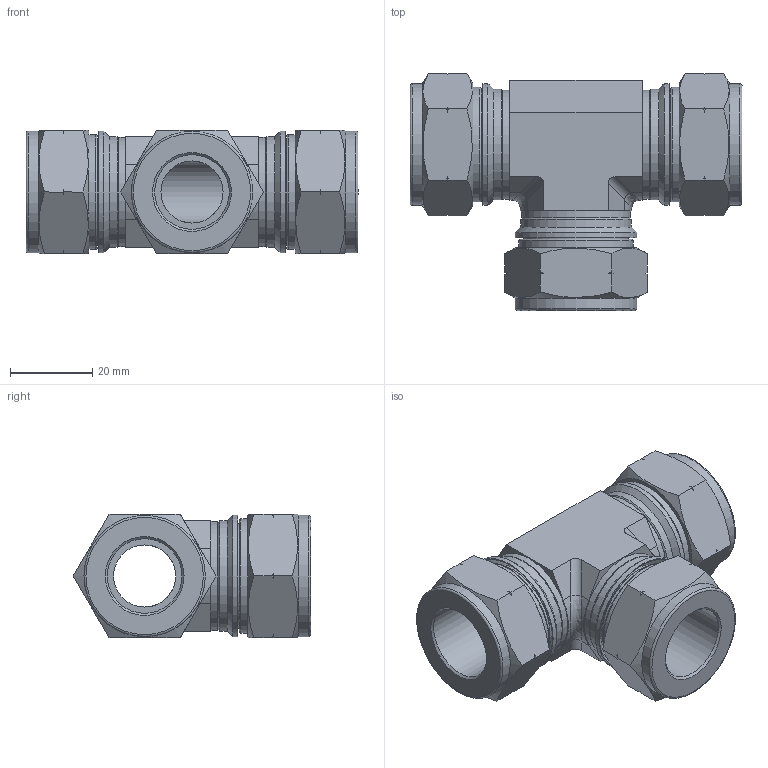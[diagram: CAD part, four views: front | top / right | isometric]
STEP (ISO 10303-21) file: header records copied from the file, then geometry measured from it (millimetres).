
FILE_DESCRIPTION(/* description */ (''),/* implementation_level */ '2;1');
FILE_NAME(/* name */ 'SUTI-18M.stp',/* time_stamp */ '2022-07-11T10:59:09+09:00',/* author */ ('user'),/* organization */ (''),/* preprocessor_version */ 'ST-DEVELOPER v18.1',/* originating_system */ 'Autodesk Inventor 2022',/* authorisation */ '');
FILE_SCHEMA (('AUTOMOTIVE_DESIGN { 1 0 10303 214 3 1 1 }'));
Length unit declared in the file: millimetre
Products named in the file (1): SUT-18M
Bounding box: 80.67 x 57.66 x 30 mm (x, y, z)
Volume: 46139 mm3; surface area: 21249.2 mm2
Topology: 1 solids, 1 shells, 159 faces, 372 edges, 235 vertices
Faces by surface type: cone 60, plane 54, cylinder 37, torus 6, bspline 2
Full cylindrical faces by diameter (mm): 15.1 x2, 18.15 x3, 23.7 x3, 24.2 x3, 25.4 x3, 26.5 x3, 26.9 x3, 27.8 x3, 29.5 x6
Entity records: 4516 total; most frequent: CARTESIAN_POINT 1041, ORIENTED_EDGE 744, DIRECTION 709, EDGE_CURVE 372, AXIS2_PLACEMENT_3D 287, VERTEX_POINT 235, EDGE_LOOP 183, FACE_OUTER_BOUND 159
